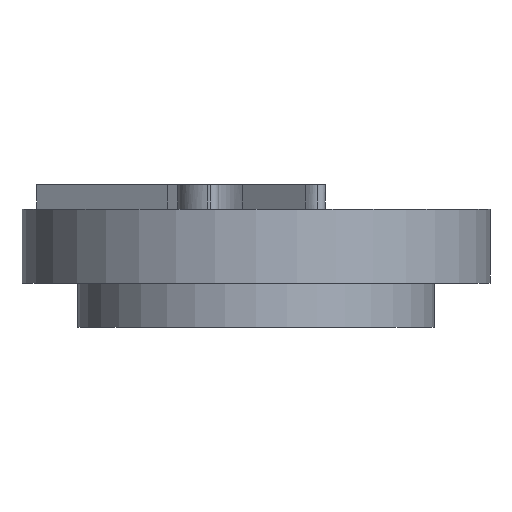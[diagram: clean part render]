
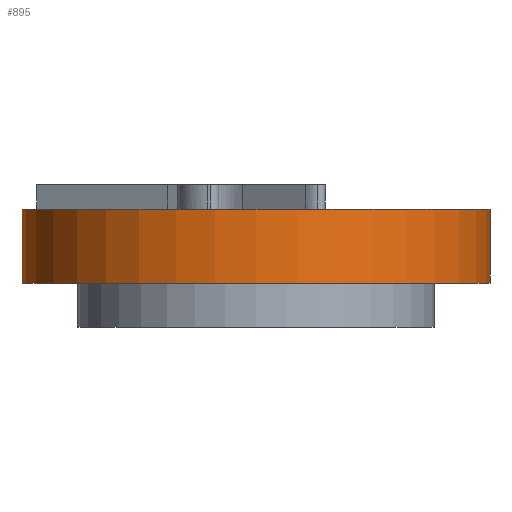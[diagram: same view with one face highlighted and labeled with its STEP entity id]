
A CAD part, front view. The second image highlights one B-rep face of the part: STEP entity #895.
In plain terms, the highlighted cylindrical face has radius 9.5 mm (diameter 19 mm), a full revolution.
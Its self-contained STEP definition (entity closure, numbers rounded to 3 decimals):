
#17=CYLINDRICAL_SURFACE('',#950,9.5);
#19=CIRCLE('',#938,9.5);
#25=CIRCLE('',#949,9.5);
#156=FACE_OUTER_BOUND('',#212,.T.);
#212=EDGE_LOOP('',(#820,#821,#822,#823));
#285=LINE('',#1692,#356);
#356=VECTOR('',#1086,9.5);
#435=VERTEX_POINT('',#1669);
#441=VERTEX_POINT('',#1689);
#559=EDGE_CURVE('',#435,#435,#19,.T.);
#568=EDGE_CURVE('',#441,#441,#25,.T.);
#569=EDGE_CURVE('',#435,#441,#285,.T.);
#820=ORIENTED_EDGE('',*,*,#559,.F.);
#821=ORIENTED_EDGE('',*,*,#569,.T.);
#822=ORIENTED_EDGE('',*,*,#568,.T.);
#823=ORIENTED_EDGE('',*,*,#569,.F.);
#895=ADVANCED_FACE('',(#156),#17,.T.);
#938=AXIS2_PLACEMENT_3D('',#1670,#1057,#1058);
#949=AXIS2_PLACEMENT_3D('',#1690,#1082,#1083);
#950=AXIS2_PLACEMENT_3D('',#1691,#1084,#1085);
#1057=DIRECTION('center_axis',(0.,0.,1.));
#1058=DIRECTION('ref_axis',(1.,0.,0.));
#1082=DIRECTION('center_axis',(0.,0.,1.));
#1083=DIRECTION('ref_axis',(1.,0.,0.));
#1084=DIRECTION('center_axis',(0.,0.,1.));
#1085=DIRECTION('ref_axis',(1.,0.,0.));
#1086=DIRECTION('',(0.,0.,-1.));
#1669=CARTESIAN_POINT('',(-9.5,0.,4.8));
#1670=CARTESIAN_POINT('Origin',(0.,0.,4.8));
#1689=CARTESIAN_POINT('',(-9.5,0.,1.8));
#1690=CARTESIAN_POINT('Origin',(0.,0.,1.8));
#1691=CARTESIAN_POINT('Origin',(0.,0.,0.));
#1692=CARTESIAN_POINT('',(-9.5,0.,0.));
